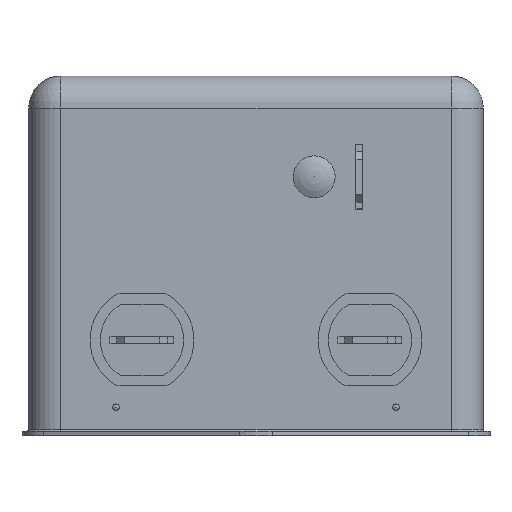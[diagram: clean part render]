
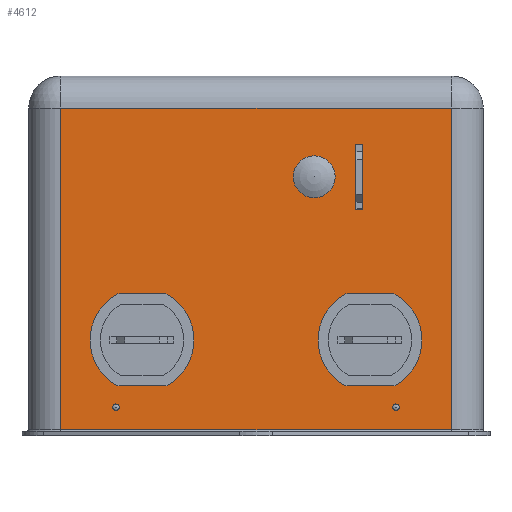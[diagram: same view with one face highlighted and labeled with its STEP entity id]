
A CAD part, left-side view. The second image highlights one B-rep face of the part: STEP entity #4612.
In plain terms, the highlighted planar face has unit normal (-1, 0, 0).
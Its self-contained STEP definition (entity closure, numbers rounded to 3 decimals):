
#207=CIRCLE('',#6564,0.4);
#208=CIRCLE('',#6565,0.4);
#209=CIRCLE('',#6566,2.625);
#210=CIRCLE('',#6567,6.473);
#211=CIRCLE('',#6568,6.473);
#212=CIRCLE('',#6569,6.473);
#213=CIRCLE('',#6570,6.473);
#563=ORIENTED_EDGE('',*,*,#1897,.F.);
#564=ORIENTED_EDGE('',*,*,#1898,.T.);
#565=ORIENTED_EDGE('',*,*,#1899,.T.);
#566=ORIENTED_EDGE('',*,*,#1900,.T.);
#567=ORIENTED_EDGE('',*,*,#1901,.F.);
#568=ORIENTED_EDGE('',*,*,#1902,.T.);
#569=ORIENTED_EDGE('',*,*,#1903,.F.);
#570=ORIENTED_EDGE('',*,*,#1904,.F.);
#571=ORIENTED_EDGE('',*,*,#1905,.F.);
#572=ORIENTED_EDGE('',*,*,#1906,.F.);
#573=ORIENTED_EDGE('',*,*,#1907,.T.);
#574=ORIENTED_EDGE('',*,*,#1908,.T.);
#575=ORIENTED_EDGE('',*,*,#1909,.T.);
#576=ORIENTED_EDGE('',*,*,#1910,.T.);
#577=ORIENTED_EDGE('',*,*,#1911,.T.);
#578=ORIENTED_EDGE('',*,*,#1912,.F.);
#579=ORIENTED_EDGE('',*,*,#1913,.F.);
#580=ORIENTED_EDGE('',*,*,#1914,.F.);
#581=ORIENTED_EDGE('',*,*,#1915,.F.);
#1897=EDGE_CURVE('',#2570,#2570,#207,.F.);
#1898=EDGE_CURVE('',#2571,#2571,#208,.T.);
#1899=EDGE_CURVE('',#2572,#2573,#2959,.T.);
#1900=EDGE_CURVE('',#2573,#2574,#2960,.T.);
#1901=EDGE_CURVE('',#2575,#2574,#2961,.T.);
#1902=EDGE_CURVE('',#2575,#2572,#2962,.F.);
#1903=EDGE_CURVE('',#2576,#2577,#2963,.T.);
#1904=EDGE_CURVE('',#2578,#2576,#2964,.T.);
#1905=EDGE_CURVE('',#2579,#2578,#2965,.T.);
#1906=EDGE_CURVE('',#2577,#2579,#2966,.T.);
#1907=EDGE_CURVE('',#2580,#2580,#209,.T.);
#1908=EDGE_CURVE('',#2581,#2582,#2967,.T.);
#1909=EDGE_CURVE('',#2582,#2583,#210,.T.);
#1910=EDGE_CURVE('',#2583,#2584,#2968,.T.);
#1911=EDGE_CURVE('',#2584,#2581,#211,.T.);
#1912=EDGE_CURVE('',#2585,#2586,#212,.T.);
#1913=EDGE_CURVE('',#2587,#2585,#2969,.T.);
#1914=EDGE_CURVE('',#2588,#2587,#213,.T.);
#1915=EDGE_CURVE('',#2586,#2588,#2970,.T.);
#2570=VERTEX_POINT('',#8737);
#2571=VERTEX_POINT('',#8739);
#2572=VERTEX_POINT('',#8741);
#2573=VERTEX_POINT('',#8742);
#2574=VERTEX_POINT('',#8744);
#2575=VERTEX_POINT('',#8746);
#2576=VERTEX_POINT('',#8749);
#2577=VERTEX_POINT('',#8750);
#2578=VERTEX_POINT('',#8752);
#2579=VERTEX_POINT('',#8754);
#2580=VERTEX_POINT('',#8757);
#2581=VERTEX_POINT('',#8759);
#2582=VERTEX_POINT('',#8760);
#2583=VERTEX_POINT('',#8762);
#2584=VERTEX_POINT('',#8764);
#2585=VERTEX_POINT('',#8767);
#2586=VERTEX_POINT('',#8768);
#2587=VERTEX_POINT('',#8770);
#2588=VERTEX_POINT('',#8772);
#2959=LINE('',#8740,#3378);
#2960=LINE('',#8743,#3379);
#2961=LINE('',#8745,#3380);
#2962=LINE('',#8747,#3381);
#2963=LINE('',#8748,#3382);
#2964=LINE('',#8751,#3383);
#2965=LINE('',#8753,#3384);
#2966=LINE('',#8755,#3385);
#2967=LINE('',#8758,#3386);
#2968=LINE('',#8763,#3387);
#2969=LINE('',#8769,#3388);
#2970=LINE('',#8773,#3389);
#3378=VECTOR('',#7073,1000.);
#3379=VECTOR('',#7074,1000.);
#3380=VECTOR('',#7075,1000.);
#3381=VECTOR('',#7076,1000.);
#3382=VECTOR('',#7077,1000.);
#3383=VECTOR('',#7078,1000.);
#3384=VECTOR('',#7079,1000.);
#3385=VECTOR('',#7080,1000.);
#3386=VECTOR('',#7083,1000.);
#3387=VECTOR('',#7086,1000.);
#3388=VECTOR('',#7091,1000.);
#3389=VECTOR('',#7094,1000.);
#3770=EDGE_LOOP('',(#563));
#3771=EDGE_LOOP('',(#564));
#3772=EDGE_LOOP('',(#565,#566,#567,#568));
#3773=EDGE_LOOP('',(#569,#570,#571,#572));
#3774=EDGE_LOOP('',(#573));
#3775=EDGE_LOOP('',(#574,#575,#576,#577));
#3776=EDGE_LOOP('',(#578,#579,#580,#581));
#4107=FACE_BOUND('',#3770,.T.);
#4108=FACE_BOUND('',#3771,.T.);
#4109=FACE_BOUND('',#3772,.T.);
#4110=FACE_BOUND('',#3773,.T.);
#4111=FACE_BOUND('',#3774,.T.);
#4112=FACE_BOUND('',#3775,.T.);
#4113=FACE_BOUND('',#3776,.T.);
#4427=PLANE('',#6563);
#4612=ADVANCED_FACE('',(#4107,#4108,#4109,#4110,#4111,#4112,#4113),#4427,
 .F.);
#6563=AXIS2_PLACEMENT_3D('',#8735,#7067,#7068);
#6564=AXIS2_PLACEMENT_3D('',#8736,#7069,#7070);
#6565=AXIS2_PLACEMENT_3D('',#8738,#7071,#7072);
#6566=AXIS2_PLACEMENT_3D('',#8756,#7081,#7082);
#6567=AXIS2_PLACEMENT_3D('',#8761,#7084,#7085);
#6568=AXIS2_PLACEMENT_3D('',#8765,#7087,#7088);
#6569=AXIS2_PLACEMENT_3D('',#8766,#7089,#7090);
#6570=AXIS2_PLACEMENT_3D('',#8771,#7092,#7093);
#7067=DIRECTION('',(1.,0.,0.));
#7068=DIRECTION('',(0.,1.,0.));
#7069=DIRECTION('',(1.,0.,0.));
#7070=DIRECTION('',(0.,1.,0.));
#7071=DIRECTION('',(1.,0.,0.));
#7072=DIRECTION('',(0.,-1.,0.));
#7073=DIRECTION('',(0.,0.,-1.));
#7074=DIRECTION('',(0.,-1.,0.));
#7075=DIRECTION('',(0.,0.,-1.));
#7076=DIRECTION('',(0.,-1.,0.));
#7077=DIRECTION('',(0.,1.,0.));
#7078=DIRECTION('',(0.,0.,1.));
#7079=DIRECTION('',(0.,-1.,0.));
#7080=DIRECTION('',(0.,0.,-1.));
#7081=DIRECTION('',(1.,0.,0.));
#7082=DIRECTION('',(0.,-1.,0.));
#7083=DIRECTION('',(0.,1.,0.));
#7084=DIRECTION('',(1.,0.,0.));
#7085=DIRECTION('',(0.,-1.,0.));
#7086=DIRECTION('',(0.,-1.,0.));
#7087=DIRECTION('',(1.,0.,0.));
#7088=DIRECTION('',(0.,1.,0.));
#7089=DIRECTION('',(-1.,0.,0.));
#7090=DIRECTION('',(0.,1.,0.));
#7091=DIRECTION('',(0.,-1.,0.));
#7092=DIRECTION('',(-1.,0.,0.));
#7093=DIRECTION('',(0.,-1.,0.));
#7094=DIRECTION('',(0.,1.,0.));
#8735=CARTESIAN_POINT('',(-46.1,24.4,22.2));
#8736=CARTESIAN_POINT('',(-46.1,-17.5,-19.2));
#8737=CARTESIAN_POINT('',(-46.1,-17.1,-19.2));
#8738=CARTESIAN_POINT('',(-46.1,17.5,-19.2));
#8739=CARTESIAN_POINT('',(-46.1,17.1,-19.2));
#8740=CARTESIAN_POINT('',(-46.1,24.4,22.2));
#8741=CARTESIAN_POINT('',(-46.1,24.4,18.2));
#8742=CARTESIAN_POINT('',(-46.1,24.4,-22.));
#8743=CARTESIAN_POINT('',(-46.1,24.4,-22.));
#8744=CARTESIAN_POINT('',(-46.1,-24.4,-22.));
#8745=CARTESIAN_POINT('',(-46.1,-24.4,22.2));
#8746=CARTESIAN_POINT('',(-46.1,-24.4,18.2));
#8747=CARTESIAN_POINT('',(-46.1,24.4,18.2));
#8748=CARTESIAN_POINT('',(-46.1,-13.35,13.65));
#8749=CARTESIAN_POINT('',(-46.1,-13.35,13.65));
#8750=CARTESIAN_POINT('',(-46.1,-12.45,13.65));
#8751=CARTESIAN_POINT('',(-46.1,-13.35,5.55));
#8752=CARTESIAN_POINT('',(-46.1,-13.35,5.55));
#8753=CARTESIAN_POINT('',(-46.1,-12.45,5.55));
#8754=CARTESIAN_POINT('',(-46.1,-12.45,5.55));
#8755=CARTESIAN_POINT('',(-46.1,-12.45,13.65));
#8756=CARTESIAN_POINT('',(-46.1,-7.275,9.6));
#8757=CARTESIAN_POINT('',(-46.1,-9.9,9.6));
#8758=CARTESIAN_POINT('',(-46.1,11.25,-16.55));
#8759=CARTESIAN_POINT('',(-46.1,11.25,-16.55));
#8760=CARTESIAN_POINT('',(-46.1,17.25,-16.55));
#8761=CARTESIAN_POINT('',(-46.1,14.277,-10.8));
#8762=CARTESIAN_POINT('',(-46.1,17.25,-5.05));
#8763=CARTESIAN_POINT('',(-46.1,17.25,-5.05));
#8764=CARTESIAN_POINT('',(-46.1,11.25,-5.05));
#8765=CARTESIAN_POINT('',(-46.1,14.223,-10.8));
#8766=CARTESIAN_POINT('',(-46.1,-14.277,-10.8));
#8767=CARTESIAN_POINT('',(-46.1,-17.25,-16.55));
#8768=CARTESIAN_POINT('',(-46.1,-17.25,-5.05));
#8769=CARTESIAN_POINT('',(-46.1,-11.25,-16.55));
#8770=CARTESIAN_POINT('',(-46.1,-11.25,-16.55));
#8771=CARTESIAN_POINT('',(-46.1,-14.223,-10.8));
#8772=CARTESIAN_POINT('',(-46.1,-11.25,-5.05));
#8773=CARTESIAN_POINT('',(-46.1,-17.25,-5.05));
